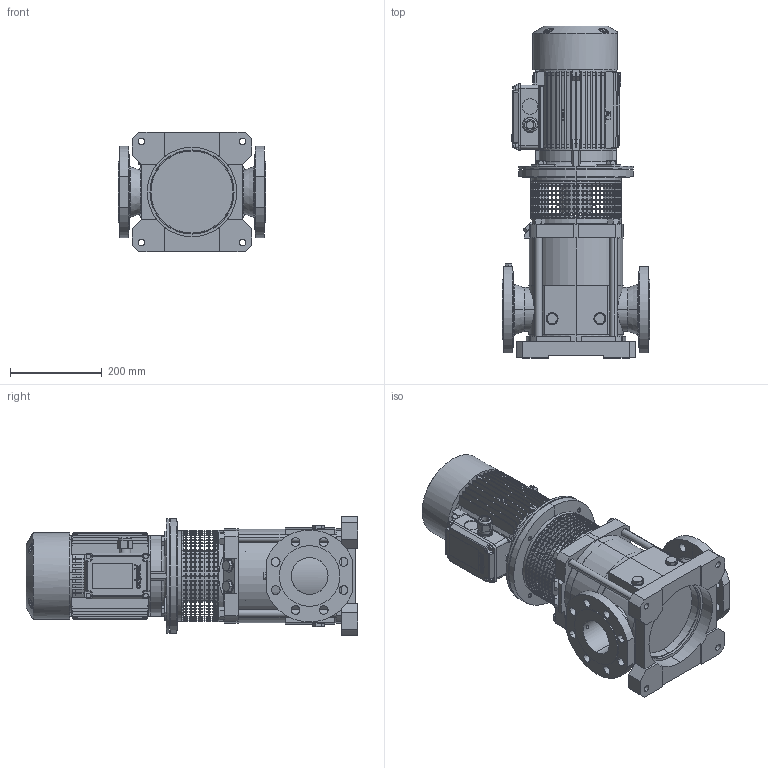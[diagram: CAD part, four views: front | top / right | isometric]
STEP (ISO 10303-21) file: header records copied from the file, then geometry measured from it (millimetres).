
FILE_DESCRIPTION (( 'STEP AP214' ), '1' );
FILE_NAME ('4.93.532.55swa01.step', '2021-04-02T15:14:40', ( '' ), ( '' ), 'SwSTEP 2.0', 'SolidWorks 2019', '' );
FILE_SCHEMA (( 'AUTOMOTIVE_DESIGN' ));
Length unit declared in the file: millimetre
Products named in the file (17): 10007576swa00_M90 VERT.; 10007568swp00_M90 B5-De250; 10000007swn00_M16 6S ZINCATO; 4.93.186.55swa01; 4_92_054_REV00_SEMPLIFICATO; 10011015swp00; 10000016swn00_M12x25 8.8 ZINC; 4.66.424swp04_G18x7; 10009927swp00; 4.66.424swp04_G38x10; 4.93.532.55swa01; 10007670swn00_M25x1.5; 10009925swp00_MOTORE 100-112; 10009926swp00; 10007571swp00_90 SZ VERT; 10009928swp00_MXV 80-4801; 10009924swp00_MXV 80-4801
Assembly tree (30 placements, depth 3):
  4.93.532.55swa01
    4.93.186.55swa01
      10011015swp00
      10009927swp00
      10009924swp00_MXV 80-4801
      10009925swp00_MOTORE 100-112
      10009926swp00
      4_92_054_REV00_SEMPLIFICATO
      10009928swp00_MXV 80-4801  x4
      10000007swn00_M16 6S ZINCATO  x4
      4.66.424swp04_G38x10  x6
      4.66.424swp04_G18x7
    10007576swa00_M90 VERT.
      10007568swp00_M90 B5-De250
      10007571swp00_90 SZ VERT
      10007670swn00_M25x1.5
    10000016swn00_M12x25 8.8 ZINC  x4
Bounding box: 320 x 721.66 x 260 mm (x, y, z)
Volume: 17394808.7 mm3; surface area: 1950002.4 mm2
Topology: 50 solids, 50 shells, 4138 faces, 11322 edges, 7373 vertices
Faces by surface type: plane 3124, cylinder 517, cone 347, bspline 116, torus 26, sphere 8
Entity records: 131690 total; most frequent: CARTESIAN_POINT 28923, ORIENTED_EDGE 21248, DIRECTION 20501, EDGE_CURVE 10624, VERTEX_POINT 7003, AXIS2_PLACEMENT_3D 6877, VECTOR 6747, LINE 6747
